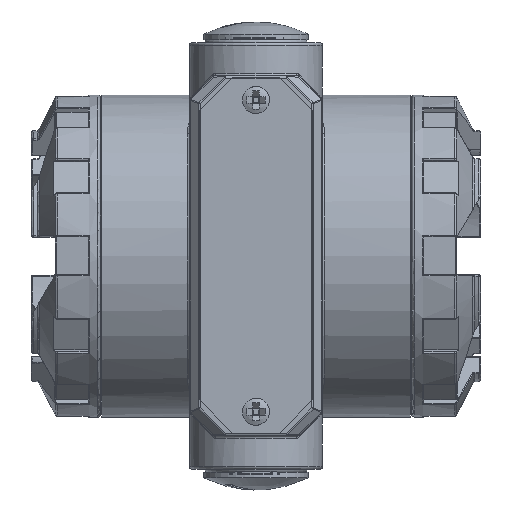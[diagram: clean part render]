
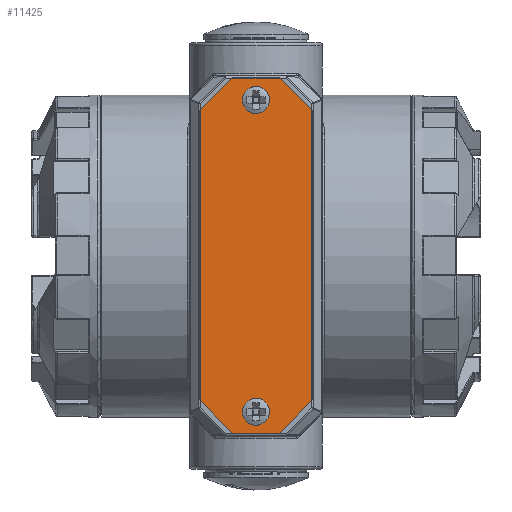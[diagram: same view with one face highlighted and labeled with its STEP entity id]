
A CAD part, top view. The second image highlights one B-rep face of the part: STEP entity #11425.
In plain terms, the highlighted planar face has unit normal (0, 0, 1).
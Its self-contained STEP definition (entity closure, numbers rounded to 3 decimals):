
#11425=ADVANCED_FACE('',(#35959,#35961,#35963),#35965,.T.);
#35959=FACE_BOUND('',#35960,.T.);
#35960=EDGE_LOOP('',(#54874,#54875,#54876,#54877,#54878,#54879,#54880,#54881));
#35961=FACE_BOUND('',#35962,.T.);
#35962=EDGE_LOOP('',(#54882));
#35963=FACE_BOUND('',#35964,.T.);
#35964=EDGE_LOOP('',(#54883));
#35965=PLANE('',#35966);
#35966=AXIS2_PLACEMENT_3D('',#35967,#35968,#35969);
#35967=CARTESIAN_POINT('',(0.,0.,0.3));
#35968=DIRECTION('',(0.,0.,1.));
#35969=DIRECTION('',(-1.,0.,0.));
#54874=ORIENTED_EDGE('',*,*,#59262,.T.);
#54875=ORIENTED_EDGE('',*,*,#59263,.T.);
#54876=ORIENTED_EDGE('',*,*,#59264,.T.);
#54877=ORIENTED_EDGE('',*,*,#59265,.T.);
#54878=ORIENTED_EDGE('',*,*,#59266,.T.);
#54879=ORIENTED_EDGE('',*,*,#59267,.T.);
#54880=ORIENTED_EDGE('',*,*,#59268,.T.);
#54881=ORIENTED_EDGE('',*,*,#59269,.T.);
#54882=ORIENTED_EDGE('',*,*,#59270,.T.);
#54883=ORIENTED_EDGE('',*,*,#59271,.T.);
#59262=EDGE_CURVE('',#63846,#63847,#63848,.T.);
#59263=EDGE_CURVE('',#63847,#63849,#63850,.T.);
#59264=EDGE_CURVE('',#63849,#63851,#63852,.T.);
#59265=EDGE_CURVE('',#63851,#63853,#63854,.T.);
#59266=EDGE_CURVE('',#63853,#63855,#63856,.T.);
#59267=EDGE_CURVE('',#63855,#63857,#63858,.T.);
#59268=EDGE_CURVE('',#63857,#63859,#63860,.T.);
#59269=EDGE_CURVE('',#63859,#63846,#63861,.T.);
#59270=EDGE_CURVE('',#63862,#63862,#63863,.F.);
#59271=EDGE_CURVE('',#63864,#63864,#63865,.F.);
#63846=VERTEX_POINT('',#79894);
#63847=VERTEX_POINT('',#79895);
#63848=LINE('',#79896,#79897);
#63849=VERTEX_POINT('',#79899);
#63850=LINE('',#79900,#79901);
#63851=VERTEX_POINT('',#79903);
#63852=LINE('',#79904,#79905);
#63853=VERTEX_POINT('',#79907);
#63854=LINE('',#79908,#79909);
#63855=VERTEX_POINT('',#79911);
#63856=LINE('',#79912,#79913);
#63857=VERTEX_POINT('',#79915);
#63858=LINE('',#79916,#79917);
#63859=VERTEX_POINT('',#79919);
#63860=LINE('',#79920,#79921);
#63861=LINE('',#79923,#79924);
#63862=VERTEX_POINT('',#79926);
#63863=CIRCLE('',#79927,1.75);
#63864=VERTEX_POINT('',#79931);
#63865=CIRCLE('',#79932,1.75);
#79894=CARTESIAN_POINT('',(5.,37.5,0.3));
#79895=CARTESIAN_POINT('',(-5.,37.5,0.3));
#79896=CARTESIAN_POINT('',(5.,37.5,0.3));
#79897=VECTOR('',#79898,1.);
#79898=DIRECTION('',(-1.,0.,0.));
#79899=CARTESIAN_POINT('',(-12.,30.5,0.3));
#79900=CARTESIAN_POINT('',(-5.,37.5,0.3));
#79901=VECTOR('',#79902,1.);
#79902=DIRECTION('',(-0.707,-0.707,0.));
#79903=CARTESIAN_POINT('',(-12.,-30.5,0.3));
#79904=CARTESIAN_POINT('',(-12.,30.5,0.3));
#79905=VECTOR('',#79906,1.);
#79906=DIRECTION('',(0.,-1.,0.));
#79907=CARTESIAN_POINT('',(-5.,-37.5,0.3));
#79908=CARTESIAN_POINT('',(-12.,-30.5,0.3));
#79909=VECTOR('',#79910,1.);
#79910=DIRECTION('',(0.707,-0.707,0.));
#79911=CARTESIAN_POINT('',(5.,-37.5,0.3));
#79912=CARTESIAN_POINT('',(-5.,-37.5,0.3));
#79913=VECTOR('',#79914,1.);
#79914=DIRECTION('',(1.,0.,0.));
#79915=CARTESIAN_POINT('',(12.,-30.5,0.3));
#79916=CARTESIAN_POINT('',(5.,-37.5,0.3));
#79917=VECTOR('',#79918,1.);
#79918=DIRECTION('',(0.707,0.707,0.));
#79919=CARTESIAN_POINT('',(12.,30.5,0.3));
#79920=CARTESIAN_POINT('',(12.,-30.5,0.3));
#79921=VECTOR('',#79922,1.);
#79922=DIRECTION('',(0.,1.,0.));
#79923=CARTESIAN_POINT('',(12.,30.5,0.3));
#79924=VECTOR('',#79925,1.);
#79925=DIRECTION('',(-0.707,0.707,0.));
#79926=CARTESIAN_POINT('',(-1.75,-33.,0.3));
#79927=AXIS2_PLACEMENT_3D('',#79928,#79929,#79930);
#79928=CARTESIAN_POINT('',(0.,-33.,0.3));
#79929=DIRECTION('',(0.,0.,1.));
#79930=DIRECTION('',(-1.,0.,0.));
#79931=CARTESIAN_POINT('',(-1.75,33.,0.3));
#79932=AXIS2_PLACEMENT_3D('',#79933,#79934,#79935);
#79933=CARTESIAN_POINT('',(0.,33.,0.3));
#79934=DIRECTION('',(0.,0.,1.));
#79935=DIRECTION('',(-1.,0.,0.));
